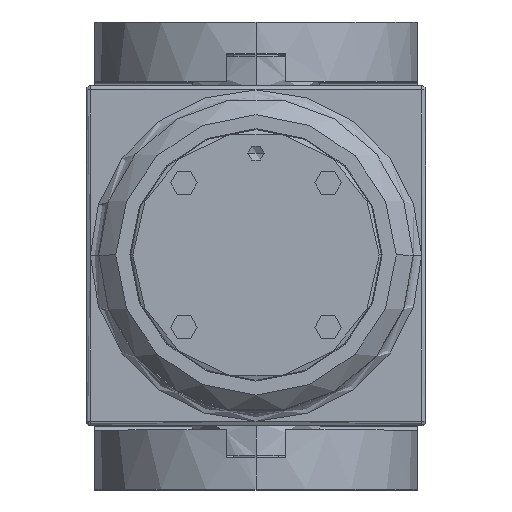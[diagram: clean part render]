
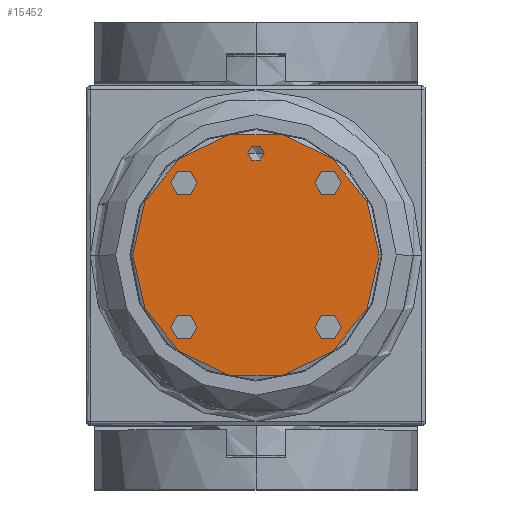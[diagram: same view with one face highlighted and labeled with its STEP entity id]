
A CAD part, top view. The second image highlights one B-rep face of the part: STEP entity #15452.
In plain terms, the highlighted planar face has unit normal (0, 0, 1).
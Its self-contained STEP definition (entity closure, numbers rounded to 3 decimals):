
#102 = DIRECTION ( 'NONE',  ( 0., 0., 1. ) ) ;
#137 = DIRECTION ( 'NONE',  ( 0., 0., 1. ) ) ;
#620 = ORIENTED_EDGE ( 'NONE', *, *, #2453, .F. ) ;
#1042 = CARTESIAN_POINT ( 'NONE',  ( 0., 0., 41.5 ) ) ;
#1162 = DIRECTION ( 'NONE',  ( 0., 0., 1. ) ) ;
#1326 = VERTEX_POINT ( 'NONE', #17773 ) ;
#2046 = DIRECTION ( 'NONE',  ( 0., 0., 1. ) ) ;
#2143 = AXIS2_PLACEMENT_3D ( 'NONE', #13241, #7447, #11905 ) ;
#2144 = VERTEX_POINT ( 'NONE', #14951 ) ;
#2157 = DIRECTION ( 'NONE',  ( 0., 0., 1. ) ) ;
#2222 = CARTESIAN_POINT ( 'NONE',  ( -8.485, 8.485, 41.5 ) ) ;
#2269 = CARTESIAN_POINT ( 'NONE',  ( -14.5, 0., 41.5 ) ) ;
#2453 = EDGE_CURVE ( 'NONE', #6840, #15025, #11593, .T. ) ;
#2611 = EDGE_LOOP ( 'NONE', ( #620, #17793 ) ) ;
#2722 = DIRECTION ( 'NONE',  ( 0., 0., 1. ) ) ;
#2856 = DIRECTION ( 'NONE',  ( 1., 0., 0. ) ) ;
#3268 = CARTESIAN_POINT ( 'NONE',  ( 0., 12., 41.5 ) ) ;
#3303 = CARTESIAN_POINT ( 'NONE',  ( -6.935, -8.485, 41.5 ) ) ;
#3457 = DIRECTION ( 'NONE',  ( 1., 0., 0. ) ) ;
#3568 = CIRCLE ( 'NONE', #5400, 0.95 ) ;
#3702 = CARTESIAN_POINT ( 'NONE',  ( -6.935, 8.485, 41.5 ) ) ;
#3885 = FACE_OUTER_BOUND ( 'NONE', #5508, .T. ) ;
#3976 = DIRECTION ( 'NONE',  ( 1., 0., 0. ) ) ;
#4030 = VERTEX_POINT ( 'NONE', #2269 ) ;
#4097 = FACE_BOUND ( 'NONE', #12781, .T. ) ;
#4340 = FACE_BOUND ( 'NONE', #15423, .T. ) ;
#4711 = CARTESIAN_POINT ( 'NONE',  ( -8.485, -8.485, 41.5 ) ) ;
#5400 = AXIS2_PLACEMENT_3D ( 'NONE', #3268, #2157, #16760 ) ;
#5508 = EDGE_LOOP ( 'NONE', ( #15905, #18545 ) ) ;
#5817 = AXIS2_PLACEMENT_3D ( 'NONE', #14308, #13024, #18725 ) ;
#5851 = AXIS2_PLACEMENT_3D ( 'NONE', #9256, #2046, #3457 ) ;
#5918 = EDGE_CURVE ( 'NONE', #9199, #1326, #6917, .T. ) ;
#5946 = CARTESIAN_POINT ( 'NONE',  ( 8.485, 8.485, 41.5 ) ) ;
#6246 = DIRECTION ( 'NONE',  ( 1., 0., 0. ) ) ;
#6417 = AXIS2_PLACEMENT_3D ( 'NONE', #12886, #6951, #15749 ) ;
#6592 = AXIS2_PLACEMENT_3D ( 'NONE', #11879, #13134, #7406 ) ;
#6642 = EDGE_CURVE ( 'NONE', #12469, #4030, #10141, .T. ) ;
#6840 = VERTEX_POINT ( 'NONE', #3303 ) ;
#6916 = CARTESIAN_POINT ( 'NONE',  ( -10.035, -8.485, 41.5 ) ) ;
#6917 = CIRCLE ( 'NONE', #5851, 1.55 ) ;
#6951 = DIRECTION ( 'NONE',  ( 0., 0., 1. ) ) ;
#7056 = FACE_BOUND ( 'NONE', #17513, .T. ) ;
#7311 = ORIENTED_EDGE ( 'NONE', *, *, #18881, .F. ) ;
#7406 = DIRECTION ( 'NONE',  ( 0., -1., 0. ) ) ;
#7447 = DIRECTION ( 'NONE',  ( 0., 0., 1. ) ) ;
#7452 = CIRCLE ( 'NONE', #18495, 1.55 ) ;
#7597 = CIRCLE ( 'NONE', #6592, 1.55 ) ;
#7836 = CIRCLE ( 'NONE', #9732, 0.95 ) ;
#7902 = EDGE_CURVE ( 'NONE', #16704, #17126, #7597, .T. ) ;
#7907 = CIRCLE ( 'NONE', #13444, 1.55 ) ;
#8242 = EDGE_LOOP ( 'NONE', ( #16517, #8262 ) ) ;
#8262 = ORIENTED_EDGE ( 'NONE', *, *, #15861, .F. ) ;
#9199 = VERTEX_POINT ( 'NONE', #3702 ) ;
#9256 = CARTESIAN_POINT ( 'NONE',  ( -8.485, 8.485, 41.5 ) ) ;
#9312 = ORIENTED_EDGE ( 'NONE', *, *, #18843, .F. ) ;
#9509 = CARTESIAN_POINT ( 'NONE',  ( 0.95, 12., 41.5 ) ) ;
#9732 = AXIS2_PLACEMENT_3D ( 'NONE', #18904, #11613, #17224 ) ;
#9782 = PLANE ( 'NONE',  #14658 ) ;
#9815 = FACE_BOUND ( 'NONE', #8242, .T. ) ;
#10087 = CARTESIAN_POINT ( 'NONE',  ( 8.485, -8.485, 41.5 ) ) ;
#10141 = CIRCLE ( 'NONE', #15144, 14.5 ) ;
#10147 = ORIENTED_EDGE ( 'NONE', *, *, #12688, .F. ) ;
#10320 = DIRECTION ( 'NONE',  ( 0., 1., 0. ) ) ;
#10413 = ORIENTED_EDGE ( 'NONE', *, *, #14143, .F. ) ;
#10495 = CIRCLE ( 'NONE', #10632, 1.55 ) ;
#10632 = AXIS2_PLACEMENT_3D ( 'NONE', #5946, #102, #14817 ) ;
#11252 = CARTESIAN_POINT ( 'NONE',  ( -0.95, 12., 41.5 ) ) ;
#11391 = VERTEX_POINT ( 'NONE', #11252 ) ;
#11552 = EDGE_CURVE ( 'NONE', #4030, #12469, #11950, .T. ) ;
#11593 = CIRCLE ( 'NONE', #6417, 1.55 ) ;
#11613 = DIRECTION ( 'NONE',  ( 0., 0., 1. ) ) ;
#11747 = CARTESIAN_POINT ( 'NONE',  ( 6.935, 8.485, 41.5 ) ) ;
#11879 = CARTESIAN_POINT ( 'NONE',  ( 8.485, 8.485, 41.5 ) ) ;
#11905 = DIRECTION ( 'NONE',  ( -1., 0., 0. ) ) ;
#11950 = CIRCLE ( 'NONE', #5817, 14.5 ) ;
#12057 = DIRECTION ( 'NONE',  ( 0., 0., 1. ) ) ;
#12086 = EDGE_CURVE ( 'NONE', #11391, #13910, #7836, .T. ) ;
#12469 = VERTEX_POINT ( 'NONE', #16950 ) ;
#12688 = EDGE_CURVE ( 'NONE', #2144, #15924, #18785, .T. ) ;
#12781 = EDGE_LOOP ( 'NONE', ( #10147, #10413 ) ) ;
#12886 = CARTESIAN_POINT ( 'NONE',  ( -8.485, -8.485, 41.5 ) ) ;
#12908 = CARTESIAN_POINT ( 'NONE',  ( 10.035, 8.485, 41.5 ) ) ;
#13024 = DIRECTION ( 'NONE',  ( 0., 0., 1. ) ) ;
#13134 = DIRECTION ( 'NONE',  ( 0., 0., 1. ) ) ;
#13143 = CARTESIAN_POINT ( 'NONE',  ( 6.935, -8.485, 41.5 ) ) ;
#13241 = CARTESIAN_POINT ( 'NONE',  ( 8.485, -8.485, 41.5 ) ) ;
#13262 = CIRCLE ( 'NONE', #18792, 1.55 ) ;
#13444 = AXIS2_PLACEMENT_3D ( 'NONE', #4711, #137, #10320 ) ;
#13910 = VERTEX_POINT ( 'NONE', #9509 ) ;
#14143 = EDGE_CURVE ( 'NONE', #15924, #2144, #13262, .T. ) ;
#14308 = CARTESIAN_POINT ( 'NONE',  ( 0., 0., 41.5 ) ) ;
#14423 = DIRECTION ( 'NONE',  ( 0., 0., 1. ) ) ;
#14658 = AXIS2_PLACEMENT_3D ( 'NONE', #1042, #14423, #3976 ) ;
#14817 = DIRECTION ( 'NONE',  ( 0., -1., 0. ) ) ;
#14951 = CARTESIAN_POINT ( 'NONE',  ( 10.035, -8.485, 41.5 ) ) ;
#15025 = VERTEX_POINT ( 'NONE', #6916 ) ;
#15051 = FACE_BOUND ( 'NONE', #2611, .T. ) ;
#15144 = AXIS2_PLACEMENT_3D ( 'NONE', #15787, #2722, #2856 ) ;
#15423 = EDGE_LOOP ( 'NONE', ( #18113, #9312 ) ) ;
#15452 = ADVANCED_FACE ( 'NONE', ( #3885, #7056, #9815, #4097, #15051, #4340 ), #9782, .T. ) ;
#15749 = DIRECTION ( 'NONE',  ( 0., 1., 0. ) ) ;
#15787 = CARTESIAN_POINT ( 'NONE',  ( 0., 0., 41.5 ) ) ;
#15861 = EDGE_CURVE ( 'NONE', #17126, #16704, #10495, .T. ) ;
#15905 = ORIENTED_EDGE ( 'NONE', *, *, #11552, .T. ) ;
#15924 = VERTEX_POINT ( 'NONE', #13143 ) ;
#16517 = ORIENTED_EDGE ( 'NONE', *, *, #7902, .F. ) ;
#16606 = ORIENTED_EDGE ( 'NONE', *, *, #12086, .F. ) ;
#16704 = VERTEX_POINT ( 'NONE', #12908 ) ;
#16760 = DIRECTION ( 'NONE',  ( 1., 0., 0. ) ) ;
#16950 = CARTESIAN_POINT ( 'NONE',  ( 14.5, 0., 41.5 ) ) ;
#17126 = VERTEX_POINT ( 'NONE', #11747 ) ;
#17224 = DIRECTION ( 'NONE',  ( 1., 0., 0. ) ) ;
#17513 = EDGE_LOOP ( 'NONE', ( #7311, #16606 ) ) ;
#17705 = EDGE_CURVE ( 'NONE', #15025, #6840, #7907, .T. ) ;
#17773 = CARTESIAN_POINT ( 'NONE',  ( -10.035, 8.485, 41.5 ) ) ;
#17793 = ORIENTED_EDGE ( 'NONE', *, *, #17705, .F. ) ;
#18113 = ORIENTED_EDGE ( 'NONE', *, *, #5918, .F. ) ;
#18495 = AXIS2_PLACEMENT_3D ( 'NONE', #2222, #12057, #6246 ) ;
#18545 = ORIENTED_EDGE ( 'NONE', *, *, #6642, .T. ) ;
#18711 = DIRECTION ( 'NONE',  ( -1., 0., 0. ) ) ;
#18725 = DIRECTION ( 'NONE',  ( 1., 0., 0. ) ) ;
#18785 = CIRCLE ( 'NONE', #2143, 1.55 ) ;
#18792 = AXIS2_PLACEMENT_3D ( 'NONE', #10087, #1162, #18711 ) ;
#18843 = EDGE_CURVE ( 'NONE', #1326, #9199, #7452, .T. ) ;
#18881 = EDGE_CURVE ( 'NONE', #13910, #11391, #3568, .T. ) ;
#18904 = CARTESIAN_POINT ( 'NONE',  ( 0., 12., 41.5 ) ) ;
